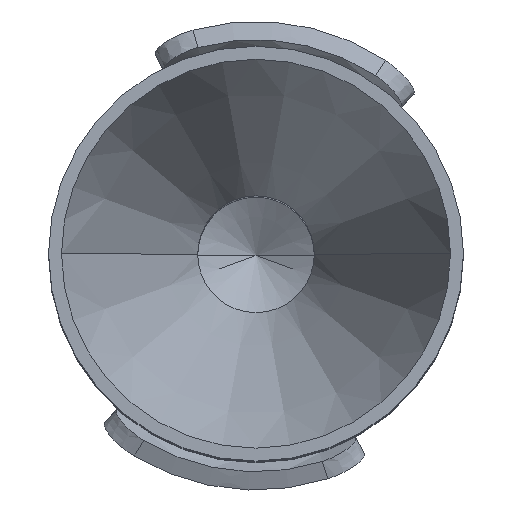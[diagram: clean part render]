
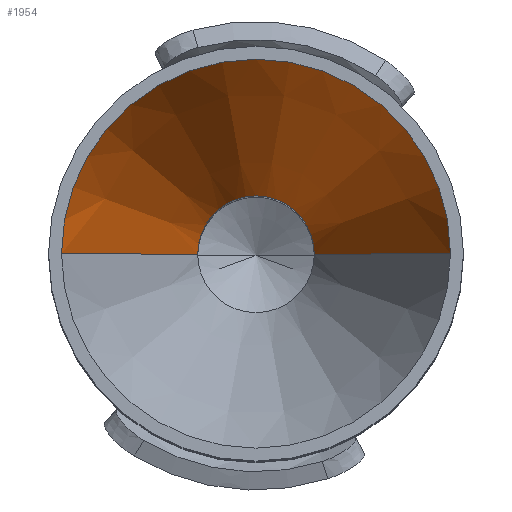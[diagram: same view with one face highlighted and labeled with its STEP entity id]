
A CAD part, top view. The second image highlights one B-rep face of the part: STEP entity #1954.
In plain terms, the highlighted conical face has half-angle 24.284 degrees and reference radius 0.975 mm.
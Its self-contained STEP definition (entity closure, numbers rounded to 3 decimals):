
#306=DIRECTION('',(0.411,0.,-0.912));
#307=VECTOR('',#306,2.553);
#308=CARTESIAN_POINT('',(-1.5,0.,12.334));
#309=LINE('',#308,#307);
#310=CARTESIAN_POINT('',(0.,0.,12.334));
#311=DIRECTION('',(0.,0.,-1.));
#312=DIRECTION('',(-1.,0.,0.));
#313=AXIS2_PLACEMENT_3D('',#310,#311,#312);
#315=DIRECTION('',(-0.411,0.,-0.912));
#316=VECTOR('',#315,2.553);
#317=CARTESIAN_POINT('',(1.5,0.,12.334));
#318=LINE('',#317,#316);
#328=CARTESIAN_POINT('',(0.,0.,10.007));
#329=DIRECTION('',(0.,0.,-1.));
#330=DIRECTION('',(-1.,0.,0.));
#331=AXIS2_PLACEMENT_3D('',#328,#329,#330);
#1315=CARTESIAN_POINT('',(-1.5,0.,12.334));
#1316=CARTESIAN_POINT('',(1.5,0.,12.334));
#1317=VERTEX_POINT('',#1315);
#1318=VERTEX_POINT('',#1316);
#1449=CARTESIAN_POINT('',(-0.45,0.,10.007));
#1451=VERTEX_POINT('',#1449);
#1453=CARTESIAN_POINT('',(0.45,0.,10.007));
#1455=VERTEX_POINT('',#1453);
#1942=CARTESIAN_POINT('',(0.,0.,11.17));
#1943=DIRECTION('',(0.,0.,1.));
#1944=DIRECTION('',(-1.,0.,0.));
#1945=AXIS2_PLACEMENT_3D('',#1942,#1943,#1944);
#1946=CONICAL_SURFACE('',#1945,0.975,24.284);
#1947=ORIENTED_EDGE('',*,*,#1932,.F.);
#1948=ORIENTED_EDGE('',*,*,#1922,.T.);
#1949=ORIENTED_EDGE('',*,*,#1936,.T.);
#1951=ORIENTED_EDGE('',*,*,#1950,.F.);
#1952=EDGE_LOOP('',(#1947,#1948,#1949,#1951));
#1953=FACE_OUTER_BOUND('',#1952,.F.);
#1954=ADVANCED_FACE('',(#1953),#1946,.F.);
#314=CIRCLE('',#313,1.5);
#332=CIRCLE('',#331,0.45);
#1922=EDGE_CURVE('',#1317,#1318,#314,.T.);
#1932=EDGE_CURVE('',#1317,#1451,#309,.T.);
#1936=EDGE_CURVE('',#1318,#1455,#318,.T.);
#1950=EDGE_CURVE('',#1451,#1455,#332,.T.);
